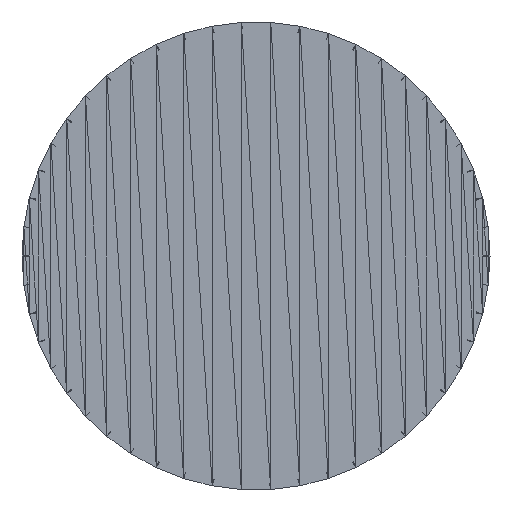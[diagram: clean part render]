
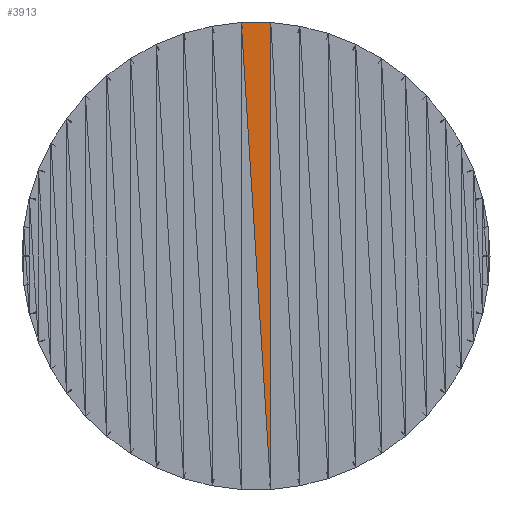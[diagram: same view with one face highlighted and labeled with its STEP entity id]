
A CAD part, top view. The second image highlights one B-rep face of the part: STEP entity #3913.
In plain terms, the highlighted planar face has unit normal (0, 0, 1).
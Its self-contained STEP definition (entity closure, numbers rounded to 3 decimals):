
#1008 = VERTEX_POINT('',#1009);
#1009 = CARTESIAN_POINT('',(0.226,3.593,0.));
#1023 = PLANE('',#1024);
#1024 = AXIS2_PLACEMENT_3D('',#1025,#1026,#1027);
#1025 = CARTESIAN_POINT('',(0.049,2.718,
    -0.877));
#1026 = DIRECTION('',(0.,0.708,-0.706)
  );
#1027 = DIRECTION('',(0.,0.706,0.708)
  );
#1783 = VERTEX_POINT('',#1784);
#1784 = CARTESIAN_POINT('',(0.226,-3.593,0.));
#1831 = PLANE('',#1832);
#1832 = AXIS2_PLACEMENT_3D('',#1833,#1834,#1835);
#1833 = CARTESIAN_POINT('',(-0.109,-0.109,0.));
#1834 = DIRECTION('',(0.,0.,1.));
#1835 = DIRECTION('',(1.,0.,-0.));
#1973 = PLANE('',#1974);
#1974 = AXIS2_PLACEMENT_3D('',#1975,#1976,#1977);
#1975 = CARTESIAN_POINT('',(0.341,-0.095,0.));
#1976 = DIRECTION('',(0.,0.,1.));
#1977 = DIRECTION('',(1.,0.,-0.));
#1988 = EDGE_CURVE('',#1008,#1783,#1989,.T.);
#1989 = SURFACE_CURVE('',#1990,(#1994,#2001),.PCURVE_S1.);
#1990 = LINE('',#1991,#1992);
#1991 = CARTESIAN_POINT('',(0.226,3.593,0.));
#1992 = VECTOR('',#1993,1.);
#1993 = DIRECTION('',(0.,-1.,0.));
#1994 = PCURVE('',#1973,#1995);
#1995 = DEFINITIONAL_REPRESENTATION('',(#1996),#2000);
#1996 = LINE('',#1997,#1998);
#1997 = CARTESIAN_POINT('',(-0.115,3.688));
#1998 = VECTOR('',#1999,1.);
#1999 = DIRECTION('',(0.,-1.));
#2000 = ( GEOMETRIC_REPRESENTATION_CONTEXT(2) 
PARAMETRIC_REPRESENTATION_CONTEXT() REPRESENTATION_CONTEXT('2D SPACE',''
  ) );
#2001 = PCURVE('',#2002,#2007);
#2002 = PLANE('',#2003);
#2003 = AXIS2_PLACEMENT_3D('',#2004,#2005,#2006);
#2004 = CARTESIAN_POINT('',(0.109,0.109,0.));
#2005 = DIRECTION('',(0.,0.,1.));
#2006 = DIRECTION('',(1.,0.,-0.));
#2007 = DEFINITIONAL_REPRESENTATION('',(#2008),#2012);
#2008 = LINE('',#2009,#2010);
#2009 = CARTESIAN_POINT('',(0.117,3.483));
#2010 = VECTOR('',#2011,1.);
#2011 = DIRECTION('',(0.,-1.));
#2012 = ( GEOMETRIC_REPRESENTATION_CONTEXT(2) 
PARAMETRIC_REPRESENTATION_CONTEXT() REPRESENTATION_CONTEXT('2D SPACE',''
  ) );
#3913 = ADVANCED_FACE('',(#3914),#2002,.T.);
#3914 = FACE_BOUND('',#3915,.T.);
#3915 = EDGE_LOOP('',(#3916,#3939,#3940));
#3916 = ORIENTED_EDGE('',*,*,#3917,.T.);
#3917 = EDGE_CURVE('',#3918,#1783,#3920,.T.);
#3918 = VERTEX_POINT('',#3919);
#3919 = CARTESIAN_POINT('',(-0.226,3.593,0.));
#3920 = SURFACE_CURVE('',#3921,(#3925,#3932),.PCURVE_S1.);
#3921 = LINE('',#3922,#3923);
#3922 = CARTESIAN_POINT('',(-0.226,3.593,0.));
#3923 = VECTOR('',#3924,1.);
#3924 = DIRECTION('',(0.063,-0.998,0.));
#3925 = PCURVE('',#2002,#3926);
#3926 = DEFINITIONAL_REPRESENTATION('',(#3927),#3931);
#3927 = LINE('',#3928,#3929);
#3928 = CARTESIAN_POINT('',(-0.336,3.483));
#3929 = VECTOR('',#3930,1.);
#3930 = DIRECTION('',(0.063,-0.998));
#3931 = ( GEOMETRIC_REPRESENTATION_CONTEXT(2) 
PARAMETRIC_REPRESENTATION_CONTEXT() REPRESENTATION_CONTEXT('2D SPACE',''
  ) );
#3932 = PCURVE('',#1831,#3933);
#3933 = DEFINITIONAL_REPRESENTATION('',(#3934),#3938);
#3934 = LINE('',#3935,#3936);
#3935 = CARTESIAN_POINT('',(-0.117,3.702));
#3936 = VECTOR('',#3937,1.);
#3937 = DIRECTION('',(0.063,-0.998));
#3938 = ( GEOMETRIC_REPRESENTATION_CONTEXT(2) 
PARAMETRIC_REPRESENTATION_CONTEXT() REPRESENTATION_CONTEXT('2D SPACE',''
  ) );
#3939 = ORIENTED_EDGE('',*,*,#1988,.F.);
#3940 = ORIENTED_EDGE('',*,*,#3941,.T.);
#3941 = EDGE_CURVE('',#1008,#3918,#3942,.T.);
#3942 = SURFACE_CURVE('',#3943,(#3947,#3954),.PCURVE_S1.);
#3943 = LINE('',#3944,#3945);
#3944 = CARTESIAN_POINT('',(0.226,3.593,0.));
#3945 = VECTOR('',#3946,1.);
#3946 = DIRECTION('',(-1.,0.,0.));
#3947 = PCURVE('',#2002,#3948);
#3948 = DEFINITIONAL_REPRESENTATION('',(#3949),#3953);
#3949 = LINE('',#3950,#3951);
#3950 = CARTESIAN_POINT('',(0.117,3.483));
#3951 = VECTOR('',#3952,1.);
#3952 = DIRECTION('',(-1.,0.));
#3953 = ( GEOMETRIC_REPRESENTATION_CONTEXT(2) 
PARAMETRIC_REPRESENTATION_CONTEXT() REPRESENTATION_CONTEXT('2D SPACE',''
  ) );
#3954 = PCURVE('',#1023,#3955);
#3955 = DEFINITIONAL_REPRESENTATION('',(#3956),#3960);
#3956 = LINE('',#3957,#3958);
#3957 = CARTESIAN_POINT('',(1.238,0.177));
#3958 = VECTOR('',#3959,1.);
#3959 = DIRECTION('',(0.,-1.));
#3960 = ( GEOMETRIC_REPRESENTATION_CONTEXT(2) 
PARAMETRIC_REPRESENTATION_CONTEXT() REPRESENTATION_CONTEXT('2D SPACE',''
  ) );
